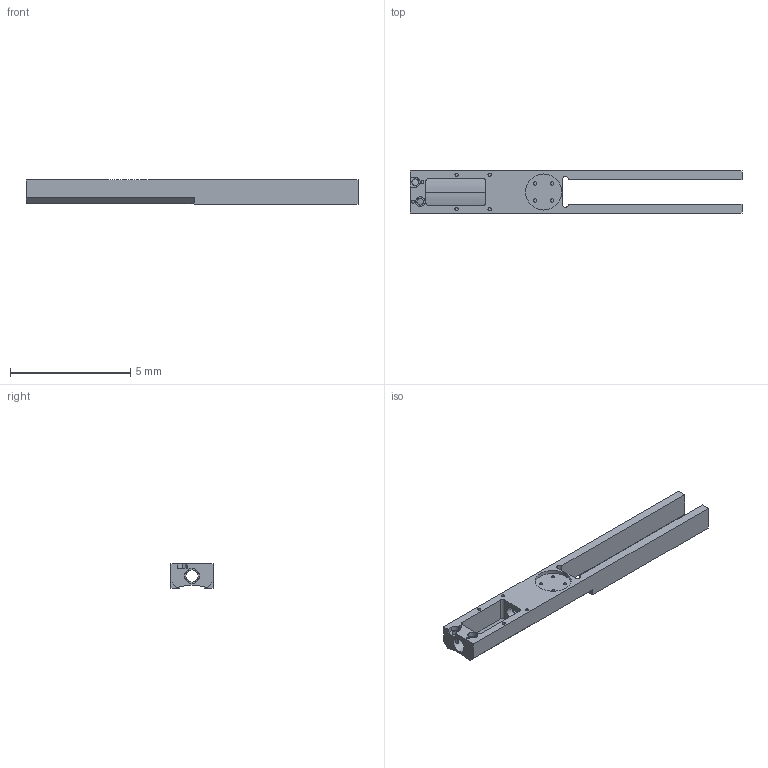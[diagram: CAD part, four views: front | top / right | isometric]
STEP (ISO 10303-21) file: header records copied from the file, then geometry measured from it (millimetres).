
FILE_DESCRIPTION(('produced by SPATIAL CORP'),'2;1');
FILE_NAME( 'main_linkage_arm_6.hh.sat.stp', '2002-04-19T11:22:12+00:00',('SPATIAL CORP'),('SPATIAL CORP'), 'ACIS STEP Husk','http://www.spatial.com','SPATIAL CORP');
FILE_SCHEMA(('CONFIG_CONTROL_DESIGN'));
Length unit declared in the file: millimetre
Products named in the file (1): PRODUCT_ID_1
Bounding box: 13.81 x 1.75 x 1 mm (x, y, z)
Volume: 11.3 mm3; surface area: 94.2 mm2
Topology: 1 solids, 1 shells, 103 faces, 243 edges, 162 vertices
Faces by surface type: cylinder 64, plane 39
Entity records: 4215 total; most frequent: CARTESIAN_POINT 2006, ORIENTED_EDGE 486, DIRECTION 363, EDGE_CURVE 243, VERTEX_POINT 162, EDGE_LOOP 131, FACE_BOUND 131, AXIS2_PLACEMENT_3D 123
